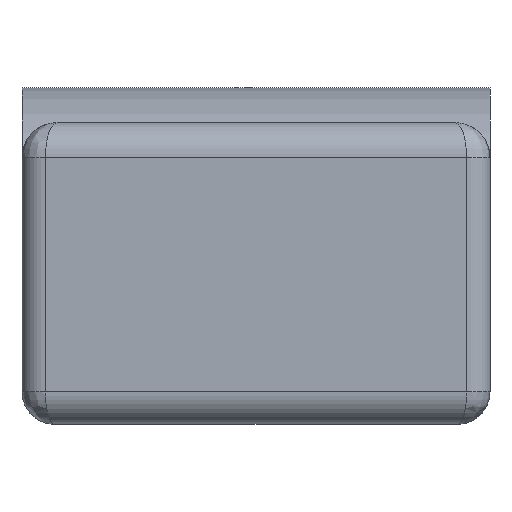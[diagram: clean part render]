
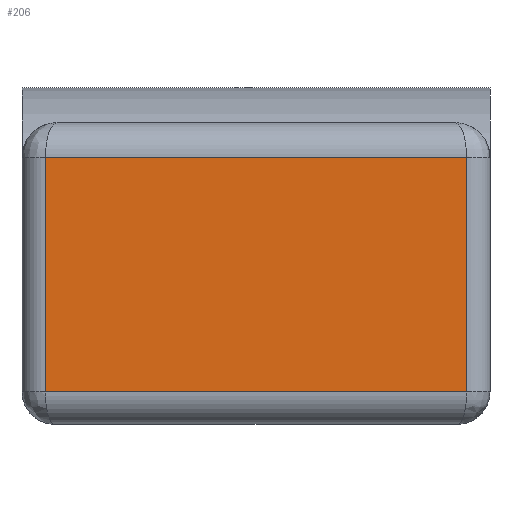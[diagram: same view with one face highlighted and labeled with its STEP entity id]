
A CAD part, front view. The second image highlights one B-rep face of the part: STEP entity #206.
In plain terms, the highlighted planar face has unit normal (0, -1, 0).
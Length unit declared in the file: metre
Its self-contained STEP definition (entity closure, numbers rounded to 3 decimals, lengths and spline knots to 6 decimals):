
#206=ADVANCED_FACE('0:181',(#378),#379,.T.);
#378=FACE_OUTER_BOUND('',#552,.T.);
#379=PLANE('',#553);
#552=EDGE_LOOP('',(#1024,#1025,#1026,#1027));
#553=AXIS2_PLACEMENT_3D('',#1028,#1029,#1030);
#1024=ORIENTED_EDGE('',*,*,#1347,.T.);
#1025=ORIENTED_EDGE('',*,*,#1348,.T.);
#1026=ORIENTED_EDGE('',*,*,#1349,.T.);
#1027=ORIENTED_EDGE('',*,*,#1350,.T.);
#1028=CARTESIAN_POINT('',(0.0,-0.00021,-0.000014));
#1029=DIRECTION('',(0.0,-1.0,0.0));
#1030=DIRECTION('',(0.0,0.0,-1.0));
#1347=EDGE_CURVE('0:259',#1527,#1528,#1529,.F.);
#1348=EDGE_CURVE('0:262',#1528,#1530,#1531,.T.);
#1349=EDGE_CURVE('0:265',#1530,#1532,#1533,.T.);
#1350=EDGE_CURVE('0:268',#1532,#1527,#1534,.T.);
#1527=VERTEX_POINT('',#1787);
#1528=VERTEX_POINT('',#1788);
#1529=LINE('',#1789,#1790);
#1530=VERTEX_POINT('',#1791);
#1531=LINE('',#1792,#1793);
#1532=VERTEX_POINT('',#1794);
#1533=LINE('',#1795,#1796);
#1534=LINE('',#1797,#1798);
#1787=CARTESIAN_POINT('',(-0.00009,-0.00021,0.0001));
#1788=CARTESIAN_POINT('',(-0.00009,-0.00021,0.0));
#1789=CARTESIAN_POINT('',(-0.00009,-0.00021,-0.000014));
#1790=VECTOR('',#2024,1.0);
#1791=CARTESIAN_POINT('',(0.00009,-0.00021,0.0));
#1792=CARTESIAN_POINT('',(0.0,-0.00021,0.0));
#1793=VECTOR('',#2025,1.0);
#1794=CARTESIAN_POINT('',(0.00009,-0.00021,0.0001));
#1795=CARTESIAN_POINT('',(0.00009,-0.00021,-0.000014));
#1796=VECTOR('',#2026,1.0);
#1797=CARTESIAN_POINT('',(0.0,-0.00021,0.0001));
#1798=VECTOR('',#2027,1.0);
#2024=DIRECTION('',(0.0,0.0,1.0));
#2025=DIRECTION('',(1.0,0.0,0.0));
#2026=DIRECTION('',(0.0,0.0,1.0));
#2027=DIRECTION('',(-1.0,0.0,0.0));
